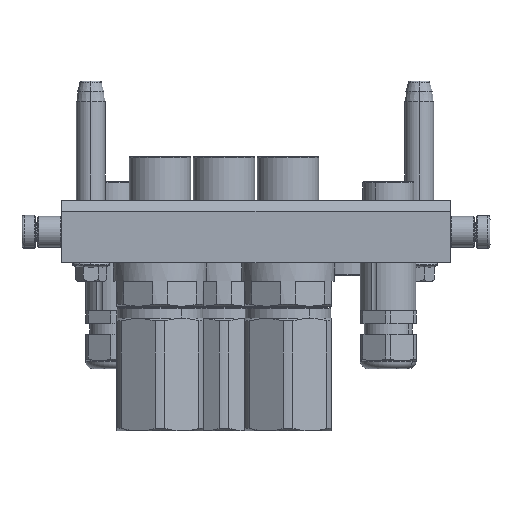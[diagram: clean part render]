
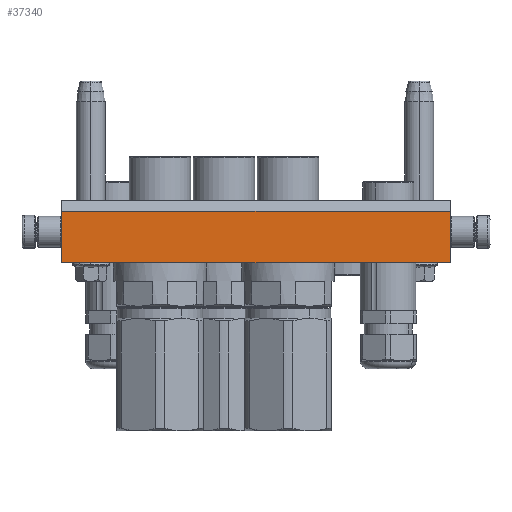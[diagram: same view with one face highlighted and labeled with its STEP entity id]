
A CAD part, left-side view. The second image highlights one B-rep face of the part: STEP entity #37340.
In plain terms, the highlighted face is planar.
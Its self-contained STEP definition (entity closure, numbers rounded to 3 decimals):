
#8448 = EDGE_CURVE ( 'NONE', #47631, #17834, #36360, .T. ) ;
#9061 = DIRECTION ( 'NONE',  ( 0., 1., 0. ) ) ;
#10636 = VERTEX_POINT ( 'NONE', #23115 ) ;
#10933 = CARTESIAN_POINT ( 'NONE',  ( -94., -10., -45. ) ) ;
#12945 = CARTESIAN_POINT ( 'NONE',  ( -94., -10., -45. ) ) ;
#13091 = CARTESIAN_POINT ( 'NONE',  ( 94., -15., -45. ) ) ;
#14894 = EDGE_CURVE ( 'NONE', #46692, #17834, #27124, .T. ) ;
#15440 = ORIENTED_EDGE ( 'NONE', *, *, #8448, .F. ) ;
#16728 = AXIS2_PLACEMENT_3D ( 'NONE', #13091, #17037, #44131 ) ;
#16780 = VECTOR ( 'NONE', #46601, 1000. ) ;
#17037 = DIRECTION ( 'NONE',  ( 0., 0., -1. ) ) ;
#17206 = DIRECTION ( 'NONE',  ( 0., 1., 0. ) ) ;
#17834 = VERTEX_POINT ( 'NONE', #46471 ) ;
#19502 = CARTESIAN_POINT ( 'NONE',  ( -94., -10., -45. ) ) ;
#20436 = PLANE ( 'NONE',  #16728 ) ;
#21099 = CARTESIAN_POINT ( 'NONE',  ( 94., -10., -45. ) ) ;
#22870 = VECTOR ( 'NONE', #17206, 1000. ) ;
#23115 = CARTESIAN_POINT ( 'NONE',  ( 94., -10., -45. ) ) ;
#23448 = LINE ( 'NONE', #21099, #22870 ) ;
#23765 = DIRECTION ( 'NONE',  ( -1., 0., 0. ) ) ;
#27124 = LINE ( 'NONE', #12945, #48987 ) ;
#30828 = FACE_OUTER_BOUND ( 'NONE', #38920, .T. ) ;
#32720 = VECTOR ( 'NONE', #23765, 1000. ) ;
#32778 = ORIENTED_EDGE ( 'NONE', *, *, #43761, .F. ) ;
#32884 = ORIENTED_EDGE ( 'NONE', *, *, #33330, .F. ) ;
#33330 = EDGE_CURVE ( 'NONE', #46692, #10636, #39806, .T. ) ;
#34072 = ORIENTED_EDGE ( 'NONE', *, *, #14894, .T. ) ;
#36360 = LINE ( 'NONE', #47135, #32720 ) ;
#37340 = ADVANCED_FACE ( 'NONE', ( #30828 ), #20436, .T. ) ;
#38920 = EDGE_LOOP ( 'NONE', ( #34072, #15440, #32778, #32884 ) ) ;
#39806 = LINE ( 'NONE', #19502, #16780 ) ;
#43028 = CARTESIAN_POINT ( 'NONE',  ( 94., 15., -45. ) ) ;
#43761 = EDGE_CURVE ( 'NONE', #10636, #47631, #23448, .T. ) ;
#44131 = DIRECTION ( 'NONE',  ( -1., 0., 0. ) ) ;
#46471 = CARTESIAN_POINT ( 'NONE',  ( -94., 15., -45. ) ) ;
#46601 = DIRECTION ( 'NONE',  ( 1., 0., 0. ) ) ;
#46692 = VERTEX_POINT ( 'NONE', #10933 ) ;
#47135 = CARTESIAN_POINT ( 'NONE',  ( 94., 15., -45. ) ) ;
#47631 = VERTEX_POINT ( 'NONE', #43028 ) ;
#48987 = VECTOR ( 'NONE', #9061, 1000. ) ;
